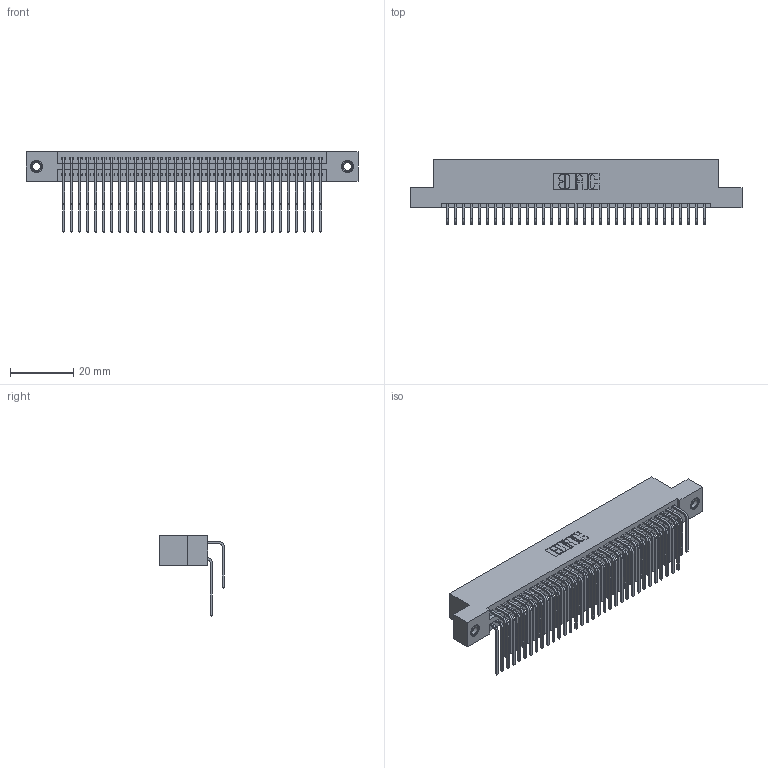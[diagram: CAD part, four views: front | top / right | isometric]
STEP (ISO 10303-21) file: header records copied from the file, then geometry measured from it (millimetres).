
FILE_DESCRIPTION (( 'STEP AP203' ), '1' );
FILE_NAME ('345-066-559-207.STEP', '2019-10-30T18:36:07', ( '' ), ( '' ), 'SwSTEP 2.0', 'SolidWorks 2016', '' );
FILE_SCHEMA (( 'CONFIG_CONTROL_DESIGN' ));
Length unit declared in the file: inch
Products named in the file (5): 345-292-001_558 559 Tail - 1; 345-292-001_559 Tail - 2; 345-250-001_345-250-005-103; 345-066-559-207; 345 Part_Flush Mounting Lugs - 0.156 Dia-TI
Assembly tree (69 placements, depth 2):
  345-066-559-207
    345 Part_Flush Mounting Lugs - 0.156 Dia-TI
    345-292-001_558 559 Tail - 1  x33
    345-292-001_559 Tail - 2  x33
    345-250-001_345-250-005-103  x2
Bounding box: 105.03 x 20.56 x 25.53 mm (x, y, z)
Volume: 10486.3 mm3; surface area: 17144.4 mm2
Topology: 69 solids, 69 shells, 3618 faces, 10707 edges, 7042 vertices
Faces by surface type: plane 2422, cylinder 1180, cone 12, torus 4
Entity records: 29942 total; most frequent: CARTESIAN_POINT 5054, ORIENTED_EDGE 4930, DIRECTION 4467, EDGE_CURVE 2465, LINE 2141, VECTOR 2141, VERTEX_POINT 1636, AXIS2_PLACEMENT_3D 1163
